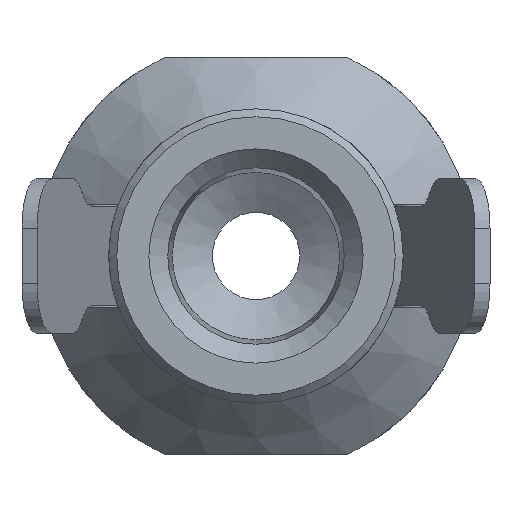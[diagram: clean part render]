
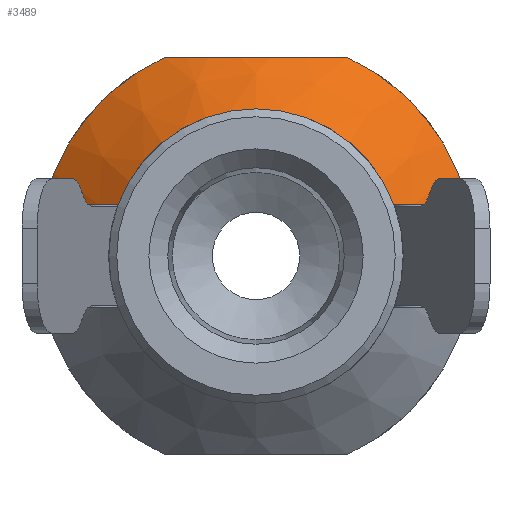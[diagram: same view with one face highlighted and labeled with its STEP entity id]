
A CAD part, left-side view. The second image highlights one B-rep face of the part: STEP entity #3489.
In plain terms, the highlighted conical face has half-angle 45 degrees and reference radius 11.709 mm.
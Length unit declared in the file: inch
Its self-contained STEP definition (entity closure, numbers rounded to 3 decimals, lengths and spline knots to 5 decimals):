
#108=CONICAL_SURFACE('',#3774,0.461,0.785);
#132=(
BOUNDED_CURVE()
B_SPLINE_CURVE(2,(#5265,#5266,#5267),.UNSPECIFIED.,.F.,.F.)
B_SPLINE_CURVE_WITH_KNOTS((3,3),(0.,1.20431),.UNSPECIFIED.)
CURVE()
GEOMETRIC_REPRESENTATION_ITEM()
RATIONAL_B_SPLINE_CURVE((1.,1.102,1.))
REPRESENTATION_ITEM('')
);
#133=(
BOUNDED_CURVE()
B_SPLINE_CURVE(2,(#5273,#5274,#5275),.UNSPECIFIED.,.F.,.F.)
B_SPLINE_CURVE_WITH_KNOTS((3,3),(0.,0.46749),.UNSPECIFIED.)
CURVE()
GEOMETRIC_REPRESENTATION_ITEM()
RATIONAL_B_SPLINE_CURVE((1.,1.015,1.009))
REPRESENTATION_ITEM('')
);
#134=(
BOUNDED_CURVE()
B_SPLINE_CURVE(2,(#5277,#5278,#5279),.UNSPECIFIED.,.F.,.F.)
B_SPLINE_CURVE_WITH_KNOTS((3,3),(0.46749,0.66105),
 .UNSPECIFIED.)
CURVE()
GEOMETRIC_REPRESENTATION_ITEM()
RATIONAL_B_SPLINE_CURVE((1.009,1.006,1.))
REPRESENTATION_ITEM('')
);
#135=(
BOUNDED_CURVE()
B_SPLINE_CURVE(2,(#5283,#5284,#5285),.UNSPECIFIED.,.F.,.F.)
B_SPLINE_CURVE_WITH_KNOTS((3,3),(0.,0.19356),.UNSPECIFIED.)
CURVE()
GEOMETRIC_REPRESENTATION_ITEM()
RATIONAL_B_SPLINE_CURVE((1.,1.006,1.009))
REPRESENTATION_ITEM('')
);
#136=(
BOUNDED_CURVE()
B_SPLINE_CURVE(2,(#5287,#5288,#5289),.UNSPECIFIED.,.F.,.F.)
B_SPLINE_CURVE_WITH_KNOTS((3,3),(0.19356,0.66105),
 .UNSPECIFIED.)
CURVE()
GEOMETRIC_REPRESENTATION_ITEM()
RATIONAL_B_SPLINE_CURVE((1.009,1.015,1.))
REPRESENTATION_ITEM('')
);
#871=FACE_OUTER_BOUND('',#1066,.T.);
#1066=EDGE_LOOP('',(#2406,#2407,#2408,#2409,#2410,#2411,#2412,#2413));
#1285=CIRCLE('',#3775,0.551);
#1286=CIRCLE('',#3776,0.371);
#1287=CIRCLE('',#3777,0.551);
#1485=VERTEX_POINT('',#5262);
#1486=VERTEX_POINT('',#5264);
#1487=VERTEX_POINT('',#5270);
#1488=VERTEX_POINT('',#5272);
#1489=VERTEX_POINT('',#5276);
#1490=VERTEX_POINT('',#5280);
#1491=VERTEX_POINT('',#5282);
#1492=VERTEX_POINT('',#5286);
#1851=EDGE_CURVE('',#1486,#1485,#132,.T.);
#1853=EDGE_CURVE('',#1487,#1485,#1285,.T.);
#1854=EDGE_CURVE('',#1487,#1488,#133,.T.);
#1855=EDGE_CURVE('',#1488,#1489,#134,.T.);
#1856=EDGE_CURVE('',#1489,#1490,#1286,.T.);
#1857=EDGE_CURVE('',#1490,#1491,#135,.T.);
#1858=EDGE_CURVE('',#1491,#1492,#136,.T.);
#1859=EDGE_CURVE('',#1486,#1492,#1287,.T.);
#2406=ORIENTED_EDGE('',*,*,#1851,.T.);
#2407=ORIENTED_EDGE('',*,*,#1853,.F.);
#2408=ORIENTED_EDGE('',*,*,#1854,.T.);
#2409=ORIENTED_EDGE('',*,*,#1855,.T.);
#2410=ORIENTED_EDGE('',*,*,#1856,.T.);
#2411=ORIENTED_EDGE('',*,*,#1857,.T.);
#2412=ORIENTED_EDGE('',*,*,#1858,.T.);
#2413=ORIENTED_EDGE('',*,*,#1859,.F.);
#3489=ADVANCED_FACE('',(#871),#108,.T.);
#3774=AXIS2_PLACEMENT_3D('',#5269,#4199,#4200);
#3775=AXIS2_PLACEMENT_3D('',#5271,#4201,#4202);
#3776=AXIS2_PLACEMENT_3D('',#5281,#4203,#4204);
#3777=AXIS2_PLACEMENT_3D('',#5290,#4205,#4206);
#4199=DIRECTION('center_axis',(1.,0.,0.));
#4200=DIRECTION('ref_axis',(0.,1.,0.));
#4201=DIRECTION('center_axis',(1.,0.,0.));
#4202=DIRECTION('ref_axis',(0.,0.,-1.));
#4203=DIRECTION('center_axis',(1.,0.,0.));
#4204=DIRECTION('ref_axis',(0.,0.,-1.));
#4205=DIRECTION('center_axis',(1.,0.,0.));
#4206=DIRECTION('ref_axis',(0.,0.,-1.));
#5262=CARTESIAN_POINT('',(0.985,0.23152,0.5));
#5264=CARTESIAN_POINT('',(0.985,-0.23152,0.5));
#5265=CARTESIAN_POINT('Ctrl Pts',(0.985,-0.23152,0.5));
#5266=CARTESIAN_POINT('Ctrl Pts',(0.88772,0.,0.5));
#5267=CARTESIAN_POINT('Ctrl Pts',(0.985,0.23152,0.5));
#5269=CARTESIAN_POINT('Origin',(0.895,0.,0.));
#5270=CARTESIAN_POINT('',(0.985,0.53544,0.13));
#5271=CARTESIAN_POINT('Origin',(0.985,0.,0.));
#5272=CARTESIAN_POINT('',(0.85,0.39517,0.13));
#5273=CARTESIAN_POINT('Ctrl Pts',(0.985,0.53544,0.13));
#5274=CARTESIAN_POINT('Ctrl Pts',(0.90733,0.45551,0.13));
#5275=CARTESIAN_POINT('Ctrl Pts',(0.85,0.39517,0.13));
#5276=CARTESIAN_POINT('',(0.805,0.34748,0.13));
#5277=CARTESIAN_POINT('Ctrl Pts',(0.85,0.39517,0.13));
#5278=CARTESIAN_POINT('Ctrl Pts',(0.82606,0.36996,0.13));
#5279=CARTESIAN_POINT('Ctrl Pts',(0.805,0.34748,0.13));
#5280=CARTESIAN_POINT('',(0.805,-0.34748,0.13));
#5281=CARTESIAN_POINT('Origin',(0.805,0.,0.));
#5282=CARTESIAN_POINT('',(0.85,-0.39517,0.13));
#5283=CARTESIAN_POINT('Ctrl Pts',(0.805,-0.34748,0.13));
#5284=CARTESIAN_POINT('Ctrl Pts',(0.82606,-0.36996,
0.13));
#5285=CARTESIAN_POINT('Ctrl Pts',(0.85,-0.39517,0.13));
#5286=CARTESIAN_POINT('',(0.985,-0.53544,0.13));
#5287=CARTESIAN_POINT('Ctrl Pts',(0.85,-0.39517,0.13));
#5288=CARTESIAN_POINT('Ctrl Pts',(0.90733,-0.45551,
0.13));
#5289=CARTESIAN_POINT('Ctrl Pts',(0.985,-0.53544,0.13));
#5290=CARTESIAN_POINT('Origin',(0.985,0.,0.));
